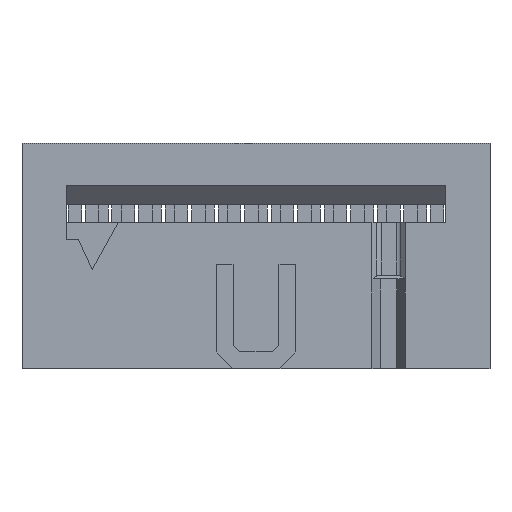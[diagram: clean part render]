
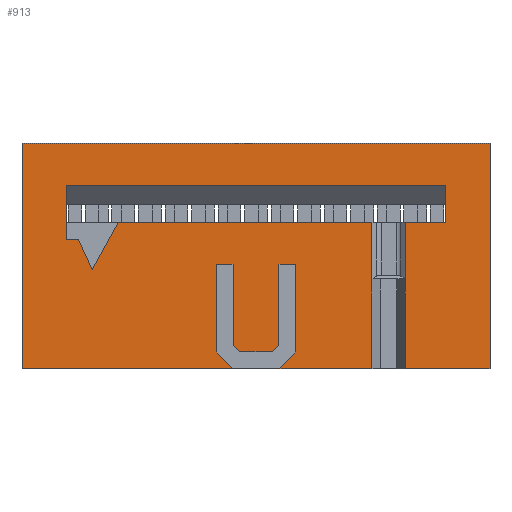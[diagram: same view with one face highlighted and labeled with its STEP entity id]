
A CAD part, top view. The second image highlights one B-rep face of the part: STEP entity #913.
In plain terms, the highlighted planar face has unit normal (0, 0, 1).
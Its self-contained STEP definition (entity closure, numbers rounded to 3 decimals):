
#913=ADVANCED_FACE('',(#1449),#1183,.T.);
#1183=PLANE('',#6297);
#1449=FACE_OUTER_BOUND('',#1716,.T.);
#1716=EDGE_LOOP('',(#2058,#2059,#2060,#2061,#2062,#2063,#2064,#2065,#2066,
#2067,#2068,#2069,#2070,#2071,#2072,#2073,#2074,#2075,#2076,#2077,#2078,
#2079,#2080,#2081,#2082,#2083,#2084,#2085,#2086));
#2058=ORIENTED_EDGE('',*,*,#4058,.F.);
#2059=ORIENTED_EDGE('',*,*,#4059,.T.);
#2060=ORIENTED_EDGE('',*,*,#4060,.F.);
#2061=ORIENTED_EDGE('',*,*,#4061,.T.);
#2062=ORIENTED_EDGE('',*,*,#4062,.F.);
#2063=ORIENTED_EDGE('',*,*,#4063,.F.);
#2064=ORIENTED_EDGE('',*,*,#4064,.F.);
#2065=ORIENTED_EDGE('',*,*,#4065,.T.);
#2066=ORIENTED_EDGE('',*,*,#4066,.T.);
#2067=ORIENTED_EDGE('',*,*,#4067,.T.);
#2068=ORIENTED_EDGE('',*,*,#4068,.T.);
#2069=ORIENTED_EDGE('',*,*,#4069,.T.);
#2070=ORIENTED_EDGE('',*,*,#4070,.T.);
#2071=ORIENTED_EDGE('',*,*,#4071,.T.);
#2072=ORIENTED_EDGE('',*,*,#4072,.T.);
#2073=ORIENTED_EDGE('',*,*,#4073,.T.);
#2074=ORIENTED_EDGE('',*,*,#4074,.T.);
#2075=ORIENTED_EDGE('',*,*,#4075,.T.);
#2076=ORIENTED_EDGE('',*,*,#4076,.F.);
#2077=ORIENTED_EDGE('',*,*,#4077,.F.);
#2078=ORIENTED_EDGE('',*,*,#4078,.T.);
#2079=ORIENTED_EDGE('',*,*,#4079,.F.);
#2080=ORIENTED_EDGE('',*,*,#4080,.T.);
#2081=ORIENTED_EDGE('',*,*,#4081,.T.);
#2082=ORIENTED_EDGE('',*,*,#4082,.T.);
#2083=ORIENTED_EDGE('',*,*,#4083,.F.);
#2084=ORIENTED_EDGE('',*,*,#4084,.T.);
#2085=ORIENTED_EDGE('',*,*,#4085,.T.);
#2086=ORIENTED_EDGE('',*,*,#4086,.F.);
#3559=VERTEX_POINT('',#7878);
#3562=VERTEX_POINT('',#7885);
#3563=VERTEX_POINT('',#7887);
#3564=VERTEX_POINT('',#7889);
#3565=VERTEX_POINT('',#7891);
#3566=VERTEX_POINT('',#7893);
#3567=VERTEX_POINT('',#7895);
#3568=VERTEX_POINT('',#7897);
#3569=VERTEX_POINT('',#7899);
#3570=VERTEX_POINT('',#7901);
#3571=VERTEX_POINT('',#7903);
#3572=VERTEX_POINT('',#7905);
#3573=VERTEX_POINT('',#7907);
#3574=VERTEX_POINT('',#7909);
#3575=VERTEX_POINT('',#7911);
#3576=VERTEX_POINT('',#7913);
#3577=VERTEX_POINT('',#7915);
#3578=VERTEX_POINT('',#7917);
#3579=VERTEX_POINT('',#7919);
#3580=VERTEX_POINT('',#7921);
#3581=VERTEX_POINT('',#7923);
#3582=VERTEX_POINT('',#7925);
#3583=VERTEX_POINT('',#7927);
#3584=VERTEX_POINT('',#7929);
#3585=VERTEX_POINT('',#7931);
#3586=VERTEX_POINT('',#7933);
#3587=VERTEX_POINT('',#7935);
#3588=VERTEX_POINT('',#7937);
#3589=VERTEX_POINT('',#7939);
#4058=EDGE_CURVE('',#3559,#3562,#4810,.T.);
#4059=EDGE_CURVE('',#3559,#3563,#4811,.T.);
#4060=EDGE_CURVE('',#3564,#3563,#4812,.T.);
#4061=EDGE_CURVE('',#3564,#3565,#4813,.T.);
#4062=EDGE_CURVE('',#3566,#3565,#4814,.T.);
#4063=EDGE_CURVE('',#3567,#3566,#4815,.T.);
#4064=EDGE_CURVE('',#3568,#3567,#4816,.T.);
#4065=EDGE_CURVE('',#3568,#3569,#4817,.T.);
#4066=EDGE_CURVE('',#3569,#3570,#4818,.T.);
#4067=EDGE_CURVE('',#3570,#3571,#4819,.T.);
#4068=EDGE_CURVE('',#3571,#3572,#4820,.T.);
#4069=EDGE_CURVE('',#3572,#3573,#4821,.T.);
#4070=EDGE_CURVE('',#3573,#3574,#4822,.T.);
#4071=EDGE_CURVE('',#3574,#3575,#4823,.T.);
#4072=EDGE_CURVE('',#3575,#3576,#4824,.T.);
#4073=EDGE_CURVE('',#3576,#3577,#4825,.T.);
#4074=EDGE_CURVE('',#3577,#3578,#4826,.T.);
#4075=EDGE_CURVE('',#3578,#3579,#4827,.T.);
#4076=EDGE_CURVE('',#3580,#3579,#4828,.T.);
#4077=EDGE_CURVE('',#3581,#3580,#4829,.T.);
#4078=EDGE_CURVE('',#3581,#3582,#4830,.T.);
#4079=EDGE_CURVE('',#3583,#3582,#4831,.T.);
#4080=EDGE_CURVE('',#3583,#3584,#4832,.T.);
#4081=EDGE_CURVE('',#3584,#3585,#4833,.T.);
#4082=EDGE_CURVE('',#3585,#3586,#4834,.T.);
#4083=EDGE_CURVE('',#3587,#3586,#4835,.T.);
#4084=EDGE_CURVE('',#3587,#3588,#4836,.T.);
#4085=EDGE_CURVE('',#3588,#3589,#4837,.T.);
#4086=EDGE_CURVE('',#3562,#3589,#4838,.T.);
#4810=LINE('',#7884,#5554);
#4811=LINE('',#7886,#5555);
#4812=LINE('',#7888,#5556);
#4813=LINE('',#7890,#5557);
#4814=LINE('',#7892,#5558);
#4815=LINE('',#7894,#5559);
#4816=LINE('',#7896,#5560);
#4817=LINE('',#7898,#5561);
#4818=LINE('',#7900,#5562);
#4819=LINE('',#7902,#5563);
#4820=LINE('',#7904,#5564);
#4821=LINE('',#7906,#5565);
#4822=LINE('',#7908,#5566);
#4823=LINE('',#7910,#5567);
#4824=LINE('',#7912,#5568);
#4825=LINE('',#7914,#5569);
#4826=LINE('',#7916,#5570);
#4827=LINE('',#7918,#5571);
#4828=LINE('',#7920,#5572);
#4829=LINE('',#7922,#5573);
#4830=LINE('',#7924,#5574);
#4831=LINE('',#7926,#5575);
#4832=LINE('',#7928,#5576);
#4833=LINE('',#7930,#5577);
#4834=LINE('',#7932,#5578);
#4835=LINE('',#7934,#5579);
#4836=LINE('',#7936,#5580);
#4837=LINE('',#7938,#5581);
#4838=LINE('',#7940,#5582);
#5554=VECTOR('',#6581,1.);
#5555=VECTOR('',#6582,1.);
#5556=VECTOR('',#6583,1.);
#5557=VECTOR('',#6584,1.);
#5558=VECTOR('',#6585,1.);
#5559=VECTOR('',#6586,1.);
#5560=VECTOR('',#6587,1.);
#5561=VECTOR('',#6588,1.);
#5562=VECTOR('',#6589,1.);
#5563=VECTOR('',#6590,1.);
#5564=VECTOR('',#6591,1.);
#5565=VECTOR('',#6592,1.);
#5566=VECTOR('',#6593,1.);
#5567=VECTOR('',#6594,1.);
#5568=VECTOR('',#6595,1.);
#5569=VECTOR('',#6596,1.);
#5570=VECTOR('',#6597,1.);
#5571=VECTOR('',#6598,1.);
#5572=VECTOR('',#6599,1.);
#5573=VECTOR('',#6600,1.);
#5574=VECTOR('',#6601,1.);
#5575=VECTOR('',#6602,1.);
#5576=VECTOR('',#6603,1.);
#5577=VECTOR('',#6604,1.);
#5578=VECTOR('',#6605,1.);
#5579=VECTOR('',#6606,1.);
#5580=VECTOR('',#6607,1.);
#5581=VECTOR('',#6608,1.);
#5582=VECTOR('',#6609,1.);
#6297=AXIS2_PLACEMENT_3D('',#7941,#6610,#6611);
#6581=DIRECTION('',(0.,1.,0.));
#6582=DIRECTION('',(0.,-1.,0.));
#6583=DIRECTION('',(-1.,0.,0.));
#6584=DIRECTION('',(0.,1.,0.));
#6585=DIRECTION('',(1.,0.,0.));
#6586=DIRECTION('',(0.,1.,0.));
#6587=DIRECTION('',(-1.,0.,0.));
#6588=DIRECTION('',(-0.707,0.707,0.));
#6589=DIRECTION('',(0.,1.,0.));
#6590=DIRECTION('',(1.,0.,0.));
#6591=DIRECTION('',(0.,-1.,0.));
#6592=DIRECTION('',(0.707,-0.707,0.));
#6593=DIRECTION('',(1.,0.,0.));
#6594=DIRECTION('',(0.707,0.707,0.));
#6595=DIRECTION('',(0.,1.,0.));
#6596=DIRECTION('',(1.,0.,0.));
#6597=DIRECTION('',(0.,-1.,0.));
#6598=DIRECTION('',(-0.707,-0.707,0.));
#6599=DIRECTION('',(-1.,0.,0.));
#6600=DIRECTION('',(0.,-1.,0.));
#6601=DIRECTION('',(0.,1.,0.));
#6602=DIRECTION('',(1.,0.,0.));
#6603=DIRECTION('',(-0.486,-0.874,0.));
#6604=DIRECTION('',(-0.416,0.91,0.));
#6605=DIRECTION('',(-1.,0.,0.));
#6606=DIRECTION('',(0.,-1.,0.));
#6607=DIRECTION('',(1.,0.,0.));
#6608=DIRECTION('',(0.,-1.,0.));
#6609=DIRECTION('',(1.,0.,0.));
#6610=DIRECTION('',(0.,0.,1.));
#6611=DIRECTION('',(1.,0.,0.));
#7878=CARTESIAN_POINT('',(18.35,4.3,6.1));
#7884=CARTESIAN_POINT('',(18.35,4.3,6.1));
#7885=CARTESIAN_POINT('',(18.35,7.,6.1));
#7886=CARTESIAN_POINT('',(18.35,7.4,6.1));
#7887=CARTESIAN_POINT('',(18.35,0.,6.1));
#7888=CARTESIAN_POINT('',(22.4,0.,6.1));
#7889=CARTESIAN_POINT('',(22.4,0.,6.1));
#7890=CARTESIAN_POINT('',(22.4,0.,6.1));
#7891=CARTESIAN_POINT('',(22.4,10.8,6.1));
#7892=CARTESIAN_POINT('',(0.,10.8,6.1));
#7893=CARTESIAN_POINT('',(0.,10.8,6.1));
#7894=CARTESIAN_POINT('',(0.,0.,6.1));
#7895=CARTESIAN_POINT('',(0.,0.,6.1));
#7896=CARTESIAN_POINT('',(10.1,0.,6.1));
#7897=CARTESIAN_POINT('',(10.1,0.,6.1));
#7898=CARTESIAN_POINT('',(10.1,0.,6.1));
#7899=CARTESIAN_POINT('',(9.3,0.8,6.1));
#7900=CARTESIAN_POINT('',(9.3,0.8,6.1));
#7901=CARTESIAN_POINT('',(9.3,5.,6.1));
#7902=CARTESIAN_POINT('',(9.3,5.,6.1));
#7903=CARTESIAN_POINT('',(10.1,5.,6.1));
#7904=CARTESIAN_POINT('',(10.1,5.,6.1));
#7905=CARTESIAN_POINT('',(10.1,1.131,6.1));
#7906=CARTESIAN_POINT('',(10.1,1.131,6.1));
#7907=CARTESIAN_POINT('',(10.431,0.8,6.1));
#7908=CARTESIAN_POINT('',(10.431,0.8,6.1));
#7909=CARTESIAN_POINT('',(11.969,0.8,6.1));
#7910=CARTESIAN_POINT('',(11.969,0.8,6.1));
#7911=CARTESIAN_POINT('',(12.3,1.131,6.1));
#7912=CARTESIAN_POINT('',(12.3,1.131,6.1));
#7913=CARTESIAN_POINT('',(12.3,5.,6.1));
#7914=CARTESIAN_POINT('',(12.3,5.,6.1));
#7915=CARTESIAN_POINT('',(13.1,5.,6.1));
#7916=CARTESIAN_POINT('',(13.1,5.,6.1));
#7917=CARTESIAN_POINT('',(13.1,0.8,6.1));
#7918=CARTESIAN_POINT('',(13.1,0.8,6.1));
#7919=CARTESIAN_POINT('',(12.3,0.,6.1));
#7920=CARTESIAN_POINT('',(22.4,0.,6.1));
#7921=CARTESIAN_POINT('',(16.75,0.,6.1));
#7922=CARTESIAN_POINT('',(16.75,7.4,6.1));
#7923=CARTESIAN_POINT('',(16.75,4.3,6.1));
#7924=CARTESIAN_POINT('',(16.75,4.3,6.1));
#7925=CARTESIAN_POINT('',(16.75,7.,6.1));
#7926=CARTESIAN_POINT('',(4.61,7.,6.1));
#7927=CARTESIAN_POINT('',(4.61,7.,6.1));
#7928=CARTESIAN_POINT('',(4.61,7.,6.1));
#7929=CARTESIAN_POINT('',(3.36,4.75,6.1));
#7930=CARTESIAN_POINT('',(3.36,4.75,6.1));
#7931=CARTESIAN_POINT('',(2.697,6.2,6.1));
#7932=CARTESIAN_POINT('',(2.697,6.2,6.1));
#7933=CARTESIAN_POINT('',(2.11,6.2,6.1));
#7934=CARTESIAN_POINT('',(2.11,8.75,6.1));
#7935=CARTESIAN_POINT('',(2.11,8.75,6.1));
#7936=CARTESIAN_POINT('',(2.11,8.75,6.1));
#7937=CARTESIAN_POINT('',(20.29,8.75,6.1));
#7938=CARTESIAN_POINT('',(20.29,8.75,6.1));
#7939=CARTESIAN_POINT('',(20.29,7.,6.1));
#7940=CARTESIAN_POINT('',(4.61,7.,6.1));
#7941=CARTESIAN_POINT('',(-0.66,-0.64,6.1));
